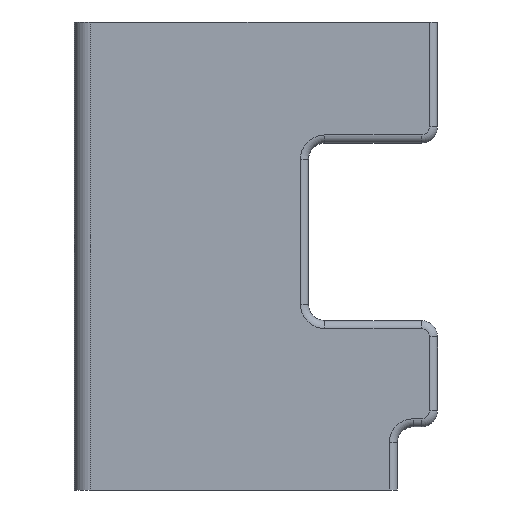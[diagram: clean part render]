
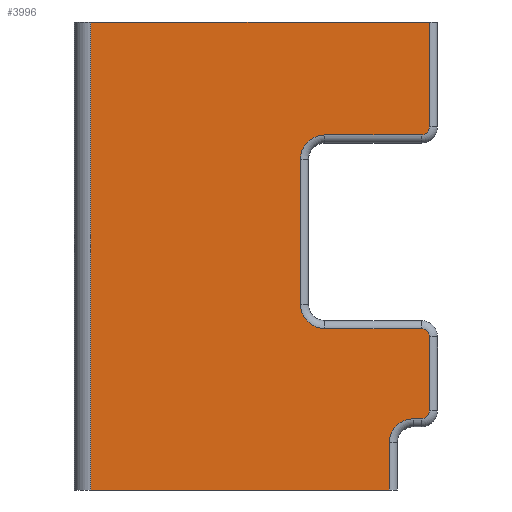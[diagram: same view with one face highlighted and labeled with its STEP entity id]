
A CAD part, left-side view. The second image highlights one B-rep face of the part: STEP entity #3996.
In plain terms, the highlighted planar face has unit normal (-1, 0, 0).
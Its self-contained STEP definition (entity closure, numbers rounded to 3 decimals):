
#32 = DIRECTION ( 'NONE',  ( 0., -1., 0. ) ) ;
#209 = AXIS2_PLACEMENT_3D ( 'NONE', #3346, #5811, #5752 ) ;
#270 = VERTEX_POINT ( 'NONE', #3609 ) ;
#371 = VERTEX_POINT ( 'NONE', #2770 ) ;
#372 = EDGE_CURVE ( 'NONE', #2569, #1737, #1850, .T. ) ;
#404 = VERTEX_POINT ( 'NONE', #4651 ) ;
#450 = CARTESIAN_POINT ( 'NONE',  ( -29., 0., 0. ) ) ;
#543 = CARTESIAN_POINT ( 'NONE',  ( -29., -39., 8. ) ) ;
#553 = VECTOR ( 'NONE', #4099, 1000. ) ;
#556 = CARTESIAN_POINT ( 'NONE',  ( -29., 0., 58. ) ) ;
#576 = CARTESIAN_POINT ( 'NONE',  ( -29., -2., 58. ) ) ;
#580 = ORIENTED_EDGE ( 'NONE', *, *, #3714, .T. ) ;
#682 = VERTEX_POINT ( 'NONE', #740 ) ;
#719 = AXIS2_PLACEMENT_3D ( 'NONE', #2001, #3932, #4927 ) ;
#720 = ORIENTED_EDGE ( 'NONE', *, *, #2155, .T. ) ;
#721 = ORIENTED_EDGE ( 'NONE', *, *, #862, .T. ) ;
#740 = CARTESIAN_POINT ( 'NONE',  ( -29., -39., 5.826 ) ) ;
#832 = VECTOR ( 'NONE', #2585, 1000. ) ;
#836 = CARTESIAN_POINT ( 'NONE',  ( -29., -43., 20. ) ) ;
#854 = PLANE ( 'NONE',  #3836 ) ;
#862 = EDGE_CURVE ( 'NONE', #3424, #682, #5244, .T. ) ;
#1005 = AXIS2_PLACEMENT_3D ( 'NONE', #1139, #2458, #4396 ) ;
#1025 = DIRECTION ( 'NONE',  ( 0., 1., 0. ) ) ;
#1056 = ORIENTED_EDGE ( 'NONE', *, *, #1476, .T. ) ;
#1065 = CARTESIAN_POINT ( 'NONE',  ( -29., -2., 0. ) ) ;
#1139 = CARTESIAN_POINT ( 'NONE',  ( -29., -42., 5.826 ) ) ;
#1144 = LINE ( 'NONE', #3975, #4721 ) ;
#1166 = CARTESIAN_POINT ( 'NONE',  ( -29., 0., 8.826 ) ) ;
#1195 = DIRECTION ( 'NONE',  ( 0., -1., 0. ) ) ;
#1210 = EDGE_LOOP ( 'NONE', ( #4714, #721, #5990, #3305, #4055, #3590, #5077, #1056, #720, #4812, #4208, #3821, #580, #1259, #4156, #4197 ) ) ;
#1251 = EDGE_CURVE ( 'NONE', #4140, #5135, #1144, .T. ) ;
#1259 = ORIENTED_EDGE ( 'NONE', *, *, #2139, .T. ) ;
#1317 = CARTESIAN_POINT ( 'NONE',  ( -29., 0., 8. ) ) ;
#1338 = CARTESIAN_POINT ( 'NONE',  ( -29., -44., 58. ) ) ;
#1389 = CARTESIAN_POINT ( 'NONE',  ( -29., -43., 9.826 ) ) ;
#1435 = LINE ( 'NONE', #5652, #2017 ) ;
#1476 = EDGE_CURVE ( 'NONE', #4710, #4618, #1435, .T. ) ;
#1486 = EDGE_CURVE ( 'NONE', #2569, #2952, #3803, .T. ) ;
#1648 = LINE ( 'NONE', #2746, #2764 ) ;
#1669 = LINE ( 'NONE', #3549, #553 ) ;
#1737 = VERTEX_POINT ( 'NONE', #1338 ) ;
#1754 = EDGE_CURVE ( 'NONE', #270, #5246, #5753, .T. ) ;
#1757 = LINE ( 'NONE', #1166, #3649 ) ;
#1826 = VECTOR ( 'NONE', #2353, 1000. ) ;
#1850 = LINE ( 'NONE', #556, #4365 ) ;
#1889 = AXIS2_PLACEMENT_3D ( 'NONE', #1389, #5143, #5697 ) ;
#2001 = CARTESIAN_POINT ( 'NONE',  ( -29., -43., 19. ) ) ;
#2017 = VECTOR ( 'NONE', #4226, 1000. ) ;
#2139 = EDGE_CURVE ( 'NONE', #404, #1737, #1669, .T. ) ;
#2155 = EDGE_CURVE ( 'NONE', #4618, #2440, #3201, .T. ) ;
#2211 = EDGE_CURVE ( 'NONE', #5246, #371, #5878, .T. ) ;
#2217 = CARTESIAN_POINT ( 'NONE',  ( -29., -28., 23. ) ) ;
#2269 = DIRECTION ( 'NONE',  ( 1., 0., 0. ) ) ;
#2272 = VECTOR ( 'NONE', #4305, 1000. ) ;
#2353 = DIRECTION ( 'NONE',  ( 0., 0., 1. ) ) ;
#2422 = DIRECTION ( 'NONE',  ( 0., 0., -1. ) ) ;
#2440 = VERTEX_POINT ( 'NONE', #2217 ) ;
#2458 = DIRECTION ( 'NONE',  ( 1., 0., 0. ) ) ;
#2560 = CARTESIAN_POINT ( 'NONE',  ( -29., -31., 20. ) ) ;
#2569 = VERTEX_POINT ( 'NONE', #576 ) ;
#2585 = DIRECTION ( 'NONE',  ( 0., -1., 0. ) ) ;
#2596 = DIRECTION ( 'NONE',  ( 0., 0., 1. ) ) ;
#2598 = CARTESIAN_POINT ( 'NONE',  ( -29., -39., 0. ) ) ;
#2649 = CARTESIAN_POINT ( 'NONE',  ( -29., -44., 19. ) ) ;
#2735 = CARTESIAN_POINT ( 'NONE',  ( -29., -31., 44. ) ) ;
#2746 = CARTESIAN_POINT ( 'NONE',  ( -29., -28., 41. ) ) ;
#2764 = VECTOR ( 'NONE', #4630, 1000. ) ;
#2770 = CARTESIAN_POINT ( 'NONE',  ( -29., -43., 44. ) ) ;
#2809 = LINE ( 'NONE', #450, #2272 ) ;
#2952 = VERTEX_POINT ( 'NONE', #4574 ) ;
#3102 = VECTOR ( 'NONE', #2422, 1000. ) ;
#3171 = EDGE_CURVE ( 'NONE', #5071, #4140, #3852, .T. ) ;
#3195 = DIRECTION ( 'NONE',  ( 0., 1., 0. ) ) ;
#3201 = CIRCLE ( 'NONE', #3991, 3. ) ;
#3271 = CARTESIAN_POINT ( 'NONE',  ( -29., -31., 41. ) ) ;
#3305 = ORIENTED_EDGE ( 'NONE', *, *, #3891, .T. ) ;
#3309 = FACE_OUTER_BOUND ( 'NONE', #1210, .T. ) ;
#3346 = CARTESIAN_POINT ( 'NONE',  ( -29., -43., 45. ) ) ;
#3424 = VERTEX_POINT ( 'NONE', #2598 ) ;
#3474 = CARTESIAN_POINT ( 'NONE',  ( -29., 0., 44. ) ) ;
#3549 = CARTESIAN_POINT ( 'NONE',  ( -29., -44., 58. ) ) ;
#3574 = CARTESIAN_POINT ( 'NONE',  ( -29., -43., 8.826 ) ) ;
#3590 = ORIENTED_EDGE ( 'NONE', *, *, #1251, .T. ) ;
#3598 = AXIS2_PLACEMENT_3D ( 'NONE', #3271, #5702, #1025 ) ;
#3609 = CARTESIAN_POINT ( 'NONE',  ( -29., -28., 41. ) ) ;
#3649 = VECTOR ( 'NONE', #1195, 1000. ) ;
#3664 = CIRCLE ( 'NONE', #719, 1. ) ;
#3714 = EDGE_CURVE ( 'NONE', #371, #404, #4322, .T. ) ;
#3803 = LINE ( 'NONE', #1065, #3102 ) ;
#3821 = ORIENTED_EDGE ( 'NONE', *, *, #2211, .T. ) ;
#3836 = AXIS2_PLACEMENT_3D ( 'NONE', #1317, #2269, #3195 ) ;
#3852 = CIRCLE ( 'NONE', #1889, 1. ) ;
#3891 = EDGE_CURVE ( 'NONE', #5078, #5071, #1757, .T. ) ;
#3898 = CARTESIAN_POINT ( 'NONE',  ( -29., -44., 9.826 ) ) ;
#3932 = DIRECTION ( 'NONE',  ( -1., 0., 0. ) ) ;
#3975 = CARTESIAN_POINT ( 'NONE',  ( -29., -44., 19. ) ) ;
#3991 = AXIS2_PLACEMENT_3D ( 'NONE', #4211, #4183, #4277 ) ;
#3996 = ADVANCED_FACE ( 'NONE', ( #3309 ), #854, .F. ) ;
#4053 = CIRCLE ( 'NONE', #1005, 3. ) ;
#4055 = ORIENTED_EDGE ( 'NONE', *, *, #3171, .T. ) ;
#4099 = DIRECTION ( 'NONE',  ( 0., 0., 1. ) ) ;
#4140 = VERTEX_POINT ( 'NONE', #3898 ) ;
#4156 = ORIENTED_EDGE ( 'NONE', *, *, #372, .F. ) ;
#4183 = DIRECTION ( 'NONE',  ( 1., 0., 0. ) ) ;
#4197 = ORIENTED_EDGE ( 'NONE', *, *, #1486, .T. ) ;
#4208 = ORIENTED_EDGE ( 'NONE', *, *, #1754, .T. ) ;
#4211 = CARTESIAN_POINT ( 'NONE',  ( -29., -31., 23. ) ) ;
#4226 = DIRECTION ( 'NONE',  ( 0., 1., 0. ) ) ;
#4277 = DIRECTION ( 'NONE',  ( 0., 1., 0. ) ) ;
#4305 = DIRECTION ( 'NONE',  ( 0., -1., 0. ) ) ;
#4322 = CIRCLE ( 'NONE', #209, 1. ) ;
#4365 = VECTOR ( 'NONE', #32, 1000. ) ;
#4396 = DIRECTION ( 'NONE',  ( 0., 1., 0. ) ) ;
#4400 = EDGE_CURVE ( 'NONE', #2440, #270, #1648, .T. ) ;
#4403 = EDGE_CURVE ( 'NONE', #2952, #3424, #2809, .T. ) ;
#4574 = CARTESIAN_POINT ( 'NONE',  ( -29., -2., 0. ) ) ;
#4618 = VERTEX_POINT ( 'NONE', #2560 ) ;
#4630 = DIRECTION ( 'NONE',  ( 0., 0., 1. ) ) ;
#4651 = CARTESIAN_POINT ( 'NONE',  ( -29., -44., 45. ) ) ;
#4710 = VERTEX_POINT ( 'NONE', #836 ) ;
#4714 = ORIENTED_EDGE ( 'NONE', *, *, #4403, .T. ) ;
#4721 = VECTOR ( 'NONE', #2596, 1000. ) ;
#4812 = ORIENTED_EDGE ( 'NONE', *, *, #4400, .T. ) ;
#4879 = EDGE_CURVE ( 'NONE', #5135, #4710, #3664, .T. ) ;
#4906 = EDGE_CURVE ( 'NONE', #682, #5078, #4053, .T. ) ;
#4927 = DIRECTION ( 'NONE',  ( 0., 1., 0. ) ) ;
#5071 = VERTEX_POINT ( 'NONE', #3574 ) ;
#5076 = CARTESIAN_POINT ( 'NONE',  ( -29., -42., 8.826 ) ) ;
#5077 = ORIENTED_EDGE ( 'NONE', *, *, #4879, .T. ) ;
#5078 = VERTEX_POINT ( 'NONE', #5076 ) ;
#5135 = VERTEX_POINT ( 'NONE', #2649 ) ;
#5143 = DIRECTION ( 'NONE',  ( -1., 0., 0. ) ) ;
#5244 = LINE ( 'NONE', #543, #1826 ) ;
#5246 = VERTEX_POINT ( 'NONE', #2735 ) ;
#5652 = CARTESIAN_POINT ( 'NONE',  ( -29., 0., 20. ) ) ;
#5697 = DIRECTION ( 'NONE',  ( 0., 1., 0. ) ) ;
#5702 = DIRECTION ( 'NONE',  ( 1., 0., 0. ) ) ;
#5752 = DIRECTION ( 'NONE',  ( 0., 1., 0. ) ) ;
#5753 = CIRCLE ( 'NONE', #3598, 3. ) ;
#5811 = DIRECTION ( 'NONE',  ( -1., 0., 0. ) ) ;
#5878 = LINE ( 'NONE', #3474, #832 ) ;
#5990 = ORIENTED_EDGE ( 'NONE', *, *, #4906, .T. ) ;
